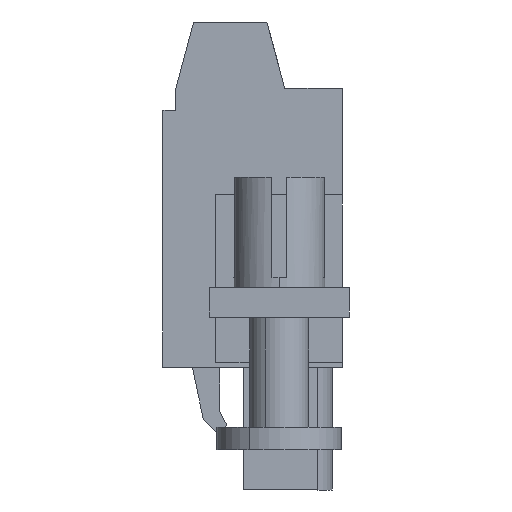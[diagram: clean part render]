
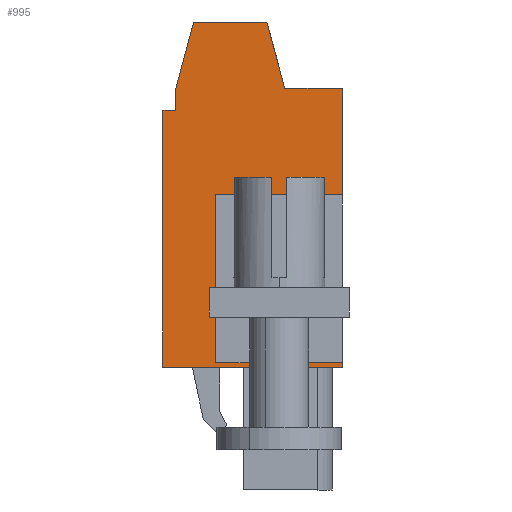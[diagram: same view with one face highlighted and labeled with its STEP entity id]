
A CAD part, left-side view. The second image highlights one B-rep face of the part: STEP entity #995.
In plain terms, the highlighted planar face has unit normal (-1, 0, 0).
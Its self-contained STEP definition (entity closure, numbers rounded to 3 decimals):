
#903=AXIS2_PLACEMENT_3D('Plane Axis2P3D',#900,#901,#902) ;
#49=CARTESIAN_POINT('Vertex',(12.1,12.65,25.8)) ;
#52=CARTESIAN_POINT('Line Origine',(12.1,12.213,25.8)) ;
#56=CARTESIAN_POINT('Vertex',(12.1,11.775,25.8)) ;
#129=CARTESIAN_POINT('Vertex',(12.1,12.65,8.35)) ;
#132=CARTESIAN_POINT('Line Origine',(12.1,12.65,17.075)) ;
#900=CARTESIAN_POINT('Axis2P3D Location',(12.1,0.,0.)) ;
#905=CARTESIAN_POINT('Line Origine',(12.1,0.45,23.675)) ;
#909=CARTESIAN_POINT('Vertex',(12.1,0.45,20.05)) ;
#911=CARTESIAN_POINT('Vertex',(12.1,0.45,27.3)) ;
#914=CARTESIAN_POINT('Line Origine',(12.1,2.412,27.3)) ;
#918=CARTESIAN_POINT('Vertex',(12.1,4.375,27.3)) ;
#921=CARTESIAN_POINT('Line Origine',(12.1,4.978,29.55)) ;
#925=CARTESIAN_POINT('Vertex',(12.1,5.581,31.8)) ;
#928=CARTESIAN_POINT('Line Origine',(12.1,8.075,31.8)) ;
#932=CARTESIAN_POINT('Vertex',(12.1,10.569,31.8)) ;
#935=CARTESIAN_POINT('Line Origine',(12.1,11.172,29.55)) ;
#939=CARTESIAN_POINT('Vertex',(12.1,11.775,27.3)) ;
#942=CARTESIAN_POINT('Line Origine',(12.1,11.775,26.55)) ;
#947=CARTESIAN_POINT('Line Origine',(12.1,6.55,8.35)) ;
#951=CARTESIAN_POINT('Vertex',(12.1,0.45,8.35)) ;
#954=CARTESIAN_POINT('Line Origine',(12.1,0.45,8.5)) ;
#958=CARTESIAN_POINT('Vertex',(12.1,0.45,8.65)) ;
#961=CARTESIAN_POINT('Line Origine',(12.1,4.75,8.65)) ;
#965=CARTESIAN_POINT('Vertex',(12.1,9.05,8.65)) ;
#968=CARTESIAN_POINT('Line Origine',(12.1,9.05,14.35)) ;
#972=CARTESIAN_POINT('Vertex',(12.1,9.05,20.05)) ;
#975=CARTESIAN_POINT('Line Origine',(12.1,4.75,20.05)) ;
#53=DIRECTION('Vector Direction',(0.,1.,0.)) ;
#133=DIRECTION('Vector Direction',(0.,0.,-1.)) ;
#901=DIRECTION('Axis2P3D Direction',(-1.,0.,0.)) ;
#902=DIRECTION('Axis2P3D XDirection',(0.,0.,1.)) ;
#906=DIRECTION('Vector Direction',(0.,0.,1.)) ;
#915=DIRECTION('Vector Direction',(0.,1.,0.)) ;
#922=DIRECTION('Vector Direction',(0.,0.259,0.966)) ;
#929=DIRECTION('Vector Direction',(0.,1.,0.)) ;
#936=DIRECTION('Vector Direction',(0.,0.259,-0.966)) ;
#943=DIRECTION('Vector Direction',(0.,0.,-1.)) ;
#948=DIRECTION('Vector Direction',(0.,-1.,0.)) ;
#955=DIRECTION('Vector Direction',(0.,0.,1.)) ;
#962=DIRECTION('Vector Direction',(0.,-1.,0.)) ;
#969=DIRECTION('Vector Direction',(0.,0.,-1.)) ;
#976=DIRECTION('Vector Direction',(0.,-1.,0.)) ;
#54=VECTOR('Line Direction',#53,1.) ;
#134=VECTOR('Line Direction',#133,1.) ;
#907=VECTOR('Line Direction',#906,1.) ;
#916=VECTOR('Line Direction',#915,1.) ;
#923=VECTOR('Line Direction',#922,1.) ;
#930=VECTOR('Line Direction',#929,1.) ;
#937=VECTOR('Line Direction',#936,1.) ;
#944=VECTOR('Line Direction',#943,1.) ;
#949=VECTOR('Line Direction',#948,1.) ;
#956=VECTOR('Line Direction',#955,1.) ;
#963=VECTOR('Line Direction',#962,1.) ;
#970=VECTOR('Line Direction',#969,1.) ;
#977=VECTOR('Line Direction',#976,1.) ;
#981=ORIENTED_EDGE('',*,*,#913,.T.) ;
#982=ORIENTED_EDGE('',*,*,#920,.T.) ;
#983=ORIENTED_EDGE('',*,*,#927,.T.) ;
#984=ORIENTED_EDGE('',*,*,#934,.T.) ;
#985=ORIENTED_EDGE('',*,*,#941,.T.) ;
#986=ORIENTED_EDGE('',*,*,#946,.T.) ;
#987=ORIENTED_EDGE('',*,*,#58,.T.) ;
#988=ORIENTED_EDGE('',*,*,#136,.T.) ;
#989=ORIENTED_EDGE('',*,*,#953,.T.) ;
#990=ORIENTED_EDGE('',*,*,#960,.T.) ;
#991=ORIENTED_EDGE('',*,*,#967,.F.) ;
#992=ORIENTED_EDGE('',*,*,#974,.F.) ;
#993=ORIENTED_EDGE('',*,*,#979,.T.) ;
#995=ADVANCED_FACE('HOUSING',(#994),#904,.T.) ;
#58=EDGE_CURVE('',#57,#50,#55,.T.) ;
#136=EDGE_CURVE('',#50,#130,#135,.T.) ;
#913=EDGE_CURVE('',#910,#912,#908,.T.) ;
#920=EDGE_CURVE('',#912,#919,#917,.T.) ;
#927=EDGE_CURVE('',#919,#926,#924,.T.) ;
#934=EDGE_CURVE('',#926,#933,#931,.T.) ;
#941=EDGE_CURVE('',#933,#940,#938,.T.) ;
#946=EDGE_CURVE('',#940,#57,#945,.T.) ;
#953=EDGE_CURVE('',#130,#952,#950,.T.) ;
#960=EDGE_CURVE('',#952,#959,#957,.T.) ;
#967=EDGE_CURVE('',#966,#959,#964,.T.) ;
#974=EDGE_CURVE('',#973,#966,#971,.T.) ;
#979=EDGE_CURVE('',#973,#910,#978,.T.) ;
#980=EDGE_LOOP('',(#981,#982,#983,#984,#985,#986,#987,#988,#989,#990,#991,#992,#993)) ;
#994=FACE_OUTER_BOUND('',#980,.T.) ;
#55=LINE('Line',#52,#54) ;
#135=LINE('Line',#132,#134) ;
#908=LINE('Line',#905,#907) ;
#917=LINE('Line',#914,#916) ;
#924=LINE('Line',#921,#923) ;
#931=LINE('Line',#928,#930) ;
#938=LINE('Line',#935,#937) ;
#945=LINE('Line',#942,#944) ;
#950=LINE('Line',#947,#949) ;
#957=LINE('Line',#954,#956) ;
#964=LINE('Line',#961,#963) ;
#971=LINE('Line',#968,#970) ;
#978=LINE('Line',#975,#977) ;
#904=PLANE('',#903) ;
#50=VERTEX_POINT('',#49) ;
#57=VERTEX_POINT('',#56) ;
#130=VERTEX_POINT('',#129) ;
#910=VERTEX_POINT('',#909) ;
#912=VERTEX_POINT('',#911) ;
#919=VERTEX_POINT('',#918) ;
#926=VERTEX_POINT('',#925) ;
#933=VERTEX_POINT('',#932) ;
#940=VERTEX_POINT('',#939) ;
#952=VERTEX_POINT('',#951) ;
#959=VERTEX_POINT('',#958) ;
#966=VERTEX_POINT('',#965) ;
#973=VERTEX_POINT('',#972) ;
